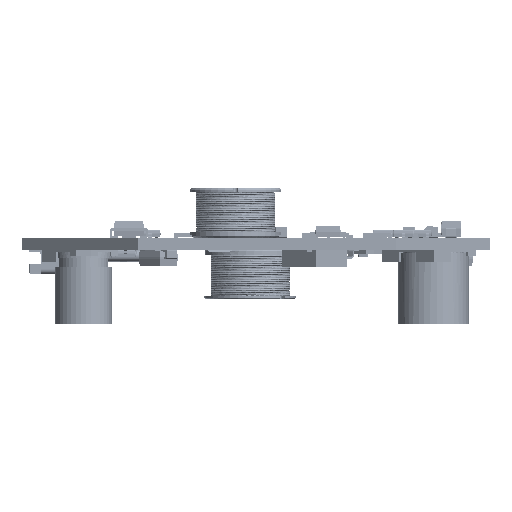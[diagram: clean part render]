
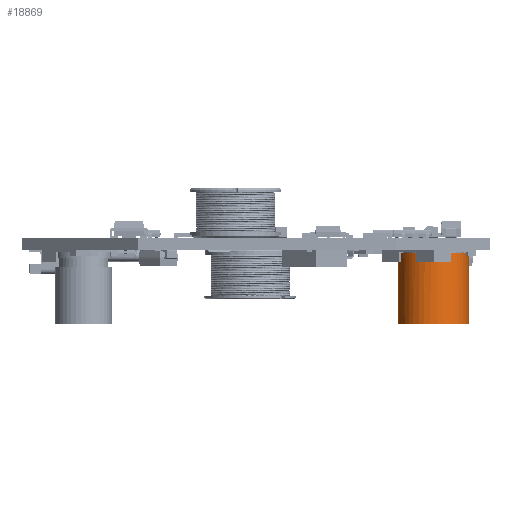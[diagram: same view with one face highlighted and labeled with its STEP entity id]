
A CAD part, left-side view. The second image highlights one B-rep face of the part: STEP entity #18869.
In plain terms, the highlighted cylindrical face has radius 5 mm (diameter 10 mm), a full revolution.
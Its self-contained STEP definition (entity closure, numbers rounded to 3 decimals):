
#18769 = EDGE_CURVE('',#18770,#18772,#18774,.T.);
#18770 = VERTEX_POINT('',#18771);
#18771 = CARTESIAN_POINT('',(5.,0.,0.499));
#18772 = VERTEX_POINT('',#18773);
#18773 = CARTESIAN_POINT('',(4.69,1.733,0.499));
#18774 = CIRCLE('',#18775,5.);
#18775 = AXIS2_PLACEMENT_3D('',#18776,#18777,#18778);
#18776 = CARTESIAN_POINT('',(0.,0.,0.499));
#18777 = DIRECTION('',(0.,0.,1.));
#18778 = DIRECTION('',(1.,0.,0.));
#18780 = EDGE_CURVE('',#18781,#18770,#18783,.T.);
#18781 = VERTEX_POINT('',#18782);
#18782 = CARTESIAN_POINT('',(4.69,-1.733,0.499));
#18783 = CIRCLE('',#18784,5.);
#18784 = AXIS2_PLACEMENT_3D('',#18785,#18786,#18787);
#18785 = CARTESIAN_POINT('',(0.,0.,0.499));
#18786 = DIRECTION('',(0.,0.,1.));
#18787 = DIRECTION('',(1.,0.,0.));
#18790 = VERTEX_POINT('',#18791);
#18791 = CARTESIAN_POINT('',(1.733,-4.69,0.499));
#18798 = EDGE_CURVE('',#18799,#18790,#18801,.T.);
#18799 = VERTEX_POINT('',#18800);
#18800 = CARTESIAN_POINT('',(-1.733,-4.69,0.499));
#18801 = CIRCLE('',#18802,5.);
#18802 = AXIS2_PLACEMENT_3D('',#18803,#18804,#18805);
#18803 = CARTESIAN_POINT('',(0.,0.,0.499));
#18804 = DIRECTION('',(0.,0.,1.));
#18805 = DIRECTION('',(1.,0.,0.));
#18808 = VERTEX_POINT('',#18809);
#18809 = CARTESIAN_POINT('',(-4.69,-1.733,0.499));
#18816 = EDGE_CURVE('',#18817,#18808,#18819,.T.);
#18817 = VERTEX_POINT('',#18818);
#18818 = CARTESIAN_POINT('',(-4.69,1.733,0.499));
#18819 = CIRCLE('',#18820,5.);
#18820 = AXIS2_PLACEMENT_3D('',#18821,#18822,#18823);
#18821 = CARTESIAN_POINT('',(0.,0.,0.499));
#18822 = DIRECTION('',(0.,0.,1.));
#18823 = DIRECTION('',(1.,0.,0.));
#18826 = VERTEX_POINT('',#18827);
#18827 = CARTESIAN_POINT('',(-1.733,4.69,0.499));
#18834 = EDGE_CURVE('',#18835,#18826,#18837,.T.);
#18835 = VERTEX_POINT('',#18836);
#18836 = CARTESIAN_POINT('',(1.733,4.69,0.499));
#18837 = CIRCLE('',#18838,5.);
#18838 = AXIS2_PLACEMENT_3D('',#18839,#18840,#18841);
#18839 = CARTESIAN_POINT('',(0.,0.,0.499));
#18840 = DIRECTION('',(0.,0.,1.));
#18841 = DIRECTION('',(1.,0.,0.));
#18869 = ADVANCED_FACE('',(#18870),#18985,.T.);
#18870 = FACE_BOUND('',#18871,.T.);
#18871 = EDGE_LOOP('',(#18872,#18880,#18881,#18889,#18898,#18904,#18905,
    #18913,#18922,#18928,#18929,#18937,#18946,#18952,#18953,#18961,
    #18970,#18976,#18977,#18978));
#18872 = ORIENTED_EDGE('',*,*,#18873,.F.);
#18873 = EDGE_CURVE('',#18770,#18874,#18876,.T.);
#18874 = VERTEX_POINT('',#18875);
#18875 = CARTESIAN_POINT('',(5.,0.,10.499));
#18876 = LINE('',#18877,#18878);
#18877 = CARTESIAN_POINT('',(5.,0.,0.499));
#18878 = VECTOR('',#18879,1.);
#18879 = DIRECTION('',(0.,0.,1.));
#18880 = ORIENTED_EDGE('',*,*,#18769,.T.);
#18881 = ORIENTED_EDGE('',*,*,#18882,.T.);
#18882 = EDGE_CURVE('',#18772,#18883,#18885,.T.);
#18883 = VERTEX_POINT('',#18884);
#18884 = CARTESIAN_POINT('',(4.69,1.733,
    1.75));
#18885 = LINE('',#18886,#18887);
#18886 = CARTESIAN_POINT('',(4.69,1.733,
    0.35));
#18887 = VECTOR('',#18888,1.);
#18888 = DIRECTION('',(0.,0.,1.));
#18889 = ORIENTED_EDGE('',*,*,#18890,.T.);
#18890 = EDGE_CURVE('',#18883,#18891,#18893,.T.);
#18891 = VERTEX_POINT('',#18892);
#18892 = CARTESIAN_POINT('',(1.733,4.69,
    1.75));
#18893 = CIRCLE('',#18894,5.);
#18894 = AXIS2_PLACEMENT_3D('',#18895,#18896,#18897);
#18895 = CARTESIAN_POINT('',(0.,0.,1.75));
#18896 = DIRECTION('',(0.,0.,1.));
#18897 = DIRECTION('',(1.,0.,0.));
#18898 = ORIENTED_EDGE('',*,*,#18899,.F.);
#18899 = EDGE_CURVE('',#18835,#18891,#18900,.T.);
#18900 = LINE('',#18901,#18902);
#18901 = CARTESIAN_POINT('',(1.733,4.69,
    0.35));
#18902 = VECTOR('',#18903,1.);
#18903 = DIRECTION('',(0.,0.,1.));
#18904 = ORIENTED_EDGE('',*,*,#18834,.T.);
#18905 = ORIENTED_EDGE('',*,*,#18906,.T.);
#18906 = EDGE_CURVE('',#18826,#18907,#18909,.T.);
#18907 = VERTEX_POINT('',#18908);
#18908 = CARTESIAN_POINT('',(-1.733,4.69,
    0.875));
#18909 = LINE('',#18910,#18911);
#18910 = CARTESIAN_POINT('',(-1.733,4.69,
    0.35));
#18911 = VECTOR('',#18912,1.);
#18912 = DIRECTION('',(0.,0.,1.));
#18913 = ORIENTED_EDGE('',*,*,#18914,.T.);
#18914 = EDGE_CURVE('',#18907,#18915,#18917,.T.);
#18915 = VERTEX_POINT('',#18916);
#18916 = CARTESIAN_POINT('',(-4.69,1.733,
    0.875));
#18917 = CIRCLE('',#18918,5.);
#18918 = AXIS2_PLACEMENT_3D('',#18919,#18920,#18921);
#18919 = CARTESIAN_POINT('',(0.,0.,0.875));
#18920 = DIRECTION('',(0.,0.,1.));
#18921 = DIRECTION('',(1.,0.,0.));
#18922 = ORIENTED_EDGE('',*,*,#18923,.F.);
#18923 = EDGE_CURVE('',#18817,#18915,#18924,.T.);
#18924 = LINE('',#18925,#18926);
#18925 = CARTESIAN_POINT('',(-4.69,1.733,
    0.35));
#18926 = VECTOR('',#18927,1.);
#18927 = DIRECTION('',(0.,0.,1.));
#18928 = ORIENTED_EDGE('',*,*,#18816,.T.);
#18929 = ORIENTED_EDGE('',*,*,#18930,.T.);
#18930 = EDGE_CURVE('',#18808,#18931,#18933,.T.);
#18931 = VERTEX_POINT('',#18932);
#18932 = CARTESIAN_POINT('',(-4.69,-1.733,
    0.875));
#18933 = LINE('',#18934,#18935);
#18934 = CARTESIAN_POINT('',(-4.69,-1.733,
    0.35));
#18935 = VECTOR('',#18936,1.);
#18936 = DIRECTION('',(0.,0.,1.));
#18937 = ORIENTED_EDGE('',*,*,#18938,.T.);
#18938 = EDGE_CURVE('',#18931,#18939,#18941,.T.);
#18939 = VERTEX_POINT('',#18940);
#18940 = CARTESIAN_POINT('',(-1.733,-4.69,
    0.875));
#18941 = CIRCLE('',#18942,5.);
#18942 = AXIS2_PLACEMENT_3D('',#18943,#18944,#18945);
#18943 = CARTESIAN_POINT('',(0.,0.,0.875));
#18944 = DIRECTION('',(0.,0.,1.));
#18945 = DIRECTION('',(1.,0.,0.));
#18946 = ORIENTED_EDGE('',*,*,#18947,.F.);
#18947 = EDGE_CURVE('',#18799,#18939,#18948,.T.);
#18948 = LINE('',#18949,#18950);
#18949 = CARTESIAN_POINT('',(-1.733,-4.69,
    0.35));
#18950 = VECTOR('',#18951,1.);
#18951 = DIRECTION('',(0.,0.,1.));
#18952 = ORIENTED_EDGE('',*,*,#18798,.T.);
#18953 = ORIENTED_EDGE('',*,*,#18954,.T.);
#18954 = EDGE_CURVE('',#18790,#18955,#18957,.T.);
#18955 = VERTEX_POINT('',#18956);
#18956 = CARTESIAN_POINT('',(1.733,-4.69,
    1.75));
#18957 = LINE('',#18958,#18959);
#18958 = CARTESIAN_POINT('',(1.733,-4.69,
    0.35));
#18959 = VECTOR('',#18960,1.);
#18960 = DIRECTION('',(0.,0.,1.));
#18961 = ORIENTED_EDGE('',*,*,#18962,.T.);
#18962 = EDGE_CURVE('',#18955,#18963,#18965,.T.);
#18963 = VERTEX_POINT('',#18964);
#18964 = CARTESIAN_POINT('',(4.69,-1.733,
    1.75));
#18965 = CIRCLE('',#18966,5.);
#18966 = AXIS2_PLACEMENT_3D('',#18967,#18968,#18969);
#18967 = CARTESIAN_POINT('',(0.,0.,1.75));
#18968 = DIRECTION('',(0.,0.,1.));
#18969 = DIRECTION('',(1.,0.,0.));
#18970 = ORIENTED_EDGE('',*,*,#18971,.F.);
#18971 = EDGE_CURVE('',#18781,#18963,#18972,.T.);
#18972 = LINE('',#18973,#18974);
#18973 = CARTESIAN_POINT('',(4.69,-1.733,
    0.35));
#18974 = VECTOR('',#18975,1.);
#18975 = DIRECTION('',(0.,0.,1.));
#18976 = ORIENTED_EDGE('',*,*,#18780,.T.);
#18977 = ORIENTED_EDGE('',*,*,#18873,.T.);
#18978 = ORIENTED_EDGE('',*,*,#18979,.F.);
#18979 = EDGE_CURVE('',#18874,#18874,#18980,.T.);
#18980 = CIRCLE('',#18981,5.);
#18981 = AXIS2_PLACEMENT_3D('',#18982,#18983,#18984);
#18982 = CARTESIAN_POINT('',(0.,0.,10.499));
#18983 = DIRECTION('',(0.,0.,1.));
#18984 = DIRECTION('',(1.,0.,0.));
#18985 = CYLINDRICAL_SURFACE('',#18986,5.);
#18986 = AXIS2_PLACEMENT_3D('',#18987,#18988,#18989);
#18987 = CARTESIAN_POINT('',(0.,0.,0.499));
#18988 = DIRECTION('',(0.,0.,1.));
#18989 = DIRECTION('',(1.,0.,0.));
